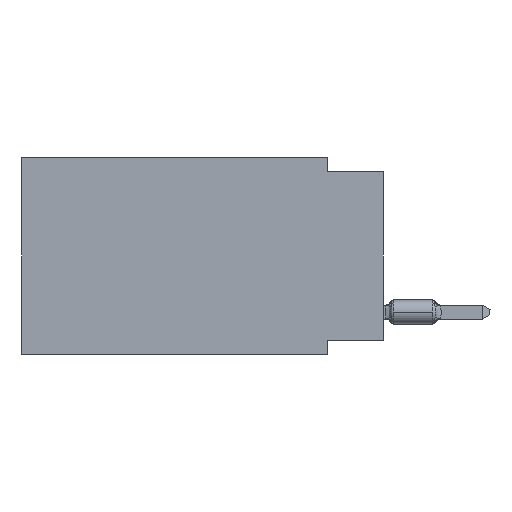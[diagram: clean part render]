
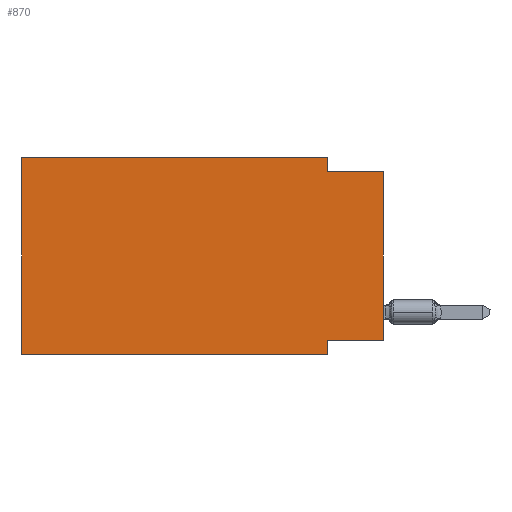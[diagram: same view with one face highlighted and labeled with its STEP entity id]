
A CAD part, left-side view. The second image highlights one B-rep face of the part: STEP entity #870.
In plain terms, the highlighted planar face has unit normal (-1, 0, 0).
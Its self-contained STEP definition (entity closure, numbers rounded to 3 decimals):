
#7 = CARTESIAN_POINT ( 'NONE',  ( 0., 16.383, -8.89 ) ) ;
#207 = ORIENTED_EDGE ( 'NONE', *, *, #16747, .F. ) ;
#407 = VERTEX_POINT ( 'NONE', #23244 ) ;
#746 = ORIENTED_EDGE ( 'NONE', *, *, #20899, .F. ) ;
#832 = EDGE_CURVE ( 'NONE', #10065, #21384, #24691, .T. ) ;
#870 = ADVANCED_FACE ( 'NONE', ( #18092 ), #22799, .F. ) ;
#1532 = DIRECTION ( 'NONE',  ( 0., 1., 0. ) ) ;
#1995 = CARTESIAN_POINT ( 'NONE',  ( 0., 2.54, 0. ) ) ;
#2351 = CARTESIAN_POINT ( 'NONE',  ( 0., 0., -8.255 ) ) ;
#2551 = EDGE_CURVE ( 'NONE', #7065, #15257, #27620, .T. ) ;
#3177 = VERTEX_POINT ( 'NONE', #27508 ) ;
#3592 = VERTEX_POINT ( 'NONE', #12493 ) ;
#4023 = ORIENTED_EDGE ( 'NONE', *, *, #25186, .F. ) ;
#4177 = EDGE_CURVE ( 'NONE', #3592, #10065, #28683, .T. ) ;
#4347 = VECTOR ( 'NONE', #5665, 1000. ) ;
#5401 = DIRECTION ( 'NONE',  ( 0., 0., -1. ) ) ;
#5665 = DIRECTION ( 'NONE',  ( 0., 0., 1. ) ) ;
#5962 = ORIENTED_EDGE ( 'NONE', *, *, #2551, .T. ) ;
#6961 = DIRECTION ( 'NONE',  ( 1., 0., 0. ) ) ;
#7065 = VERTEX_POINT ( 'NONE', #2351 ) ;
#7131 = VECTOR ( 'NONE', #14513, 1000. ) ;
#7557 = ORIENTED_EDGE ( 'NONE', *, *, #12283, .F. ) ;
#7876 = LINE ( 'NONE', #25466, #19516 ) ;
#8030 = VECTOR ( 'NONE', #26885, 1000. ) ;
#8626 = CARTESIAN_POINT ( 'NONE',  ( 0., 16.383, -8.89 ) ) ;
#9091 = VECTOR ( 'NONE', #17580, 1000. ) ;
#9923 = ORIENTED_EDGE ( 'NONE', *, *, #15208, .T. ) ;
#10065 = VERTEX_POINT ( 'NONE', #1995 ) ;
#10207 = LINE ( 'NONE', #12254, #16580 ) ;
#10884 = VERTEX_POINT ( 'NONE', #8626 ) ;
#11997 = CARTESIAN_POINT ( 'NONE',  ( 0., 0., -0.635 ) ) ;
#12000 = ORIENTED_EDGE ( 'NONE', *, *, #4177, .F. ) ;
#12254 = CARTESIAN_POINT ( 'NONE',  ( 0., 16.383, 0. ) ) ;
#12283 = EDGE_CURVE ( 'NONE', #3177, #407, #7876, .T. ) ;
#12493 = CARTESIAN_POINT ( 'NONE',  ( 0., 16.383, 0. ) ) ;
#13518 = VECTOR ( 'NONE', #1532, 1000. ) ;
#14513 = DIRECTION ( 'NONE',  ( 0., -1., 0. ) ) ;
#14783 = VECTOR ( 'NONE', #22729, 1000. ) ;
#14892 = DIRECTION ( 'NONE',  ( 0., 0., 1. ) ) ;
#15208 = EDGE_CURVE ( 'NONE', #10884, #407, #17579, .T. ) ;
#15257 = VERTEX_POINT ( 'NONE', #11997 ) ;
#15913 = DIRECTION ( 'NONE',  ( 0., 0., -1. ) ) ;
#16272 = CARTESIAN_POINT ( 'NONE',  ( 0., 0., -0.635 ) ) ;
#16580 = VECTOR ( 'NONE', #14892, 1000. ) ;
#16747 = EDGE_CURVE ( 'NONE', #10884, #3592, #10207, .T. ) ;
#17579 = LINE ( 'NONE', #7, #14783 ) ;
#17580 = DIRECTION ( 'NONE',  ( 0., -1., 0. ) ) ;
#18092 = FACE_OUTER_BOUND ( 'NONE', #19512, .T. ) ;
#18241 = CARTESIAN_POINT ( 'NONE',  ( 0., 2.54, 0. ) ) ;
#18998 = CARTESIAN_POINT ( 'NONE',  ( 0., 0., 0. ) ) ;
#19405 = CARTESIAN_POINT ( 'NONE',  ( 0., 0., -8.255 ) ) ;
#19512 = EDGE_LOOP ( 'NONE', ( #5962, #746, #22933, #12000, #207, #9923, #7557, #4023 ) ) ;
#19516 = VECTOR ( 'NONE', #5401, 1000. ) ;
#19548 = LINE ( 'NONE', #19405, #13518 ) ;
#19926 = CARTESIAN_POINT ( 'NONE',  ( 0., 16.383, 0. ) ) ;
#20899 = EDGE_CURVE ( 'NONE', #21384, #15257, #21263, .T. ) ;
#21263 = LINE ( 'NONE', #16272, #7131 ) ;
#21384 = VERTEX_POINT ( 'NONE', #22857 ) ;
#22729 = DIRECTION ( 'NONE',  ( 0., -1., 0. ) ) ;
#22799 = PLANE ( 'NONE',  #26721 ) ;
#22857 = CARTESIAN_POINT ( 'NONE',  ( 0., 2.54, -0.635 ) ) ;
#22933 = ORIENTED_EDGE ( 'NONE', *, *, #832, .F. ) ;
#23244 = CARTESIAN_POINT ( 'NONE',  ( 0., 2.54, -8.89 ) ) ;
#24691 = LINE ( 'NONE', #18241, #8030 ) ;
#25186 = EDGE_CURVE ( 'NONE', #7065, #3177, #19548, .T. ) ;
#25466 = CARTESIAN_POINT ( 'NONE',  ( 0., 2.54, -8.89 ) ) ;
#26721 = AXIS2_PLACEMENT_3D ( 'NONE', #27022, #6961, #15913 ) ;
#26885 = DIRECTION ( 'NONE',  ( 0., 0., -1. ) ) ;
#27022 = CARTESIAN_POINT ( 'NONE',  ( 0., 16.383, 0. ) ) ;
#27508 = CARTESIAN_POINT ( 'NONE',  ( 0., 2.54, -8.255 ) ) ;
#27620 = LINE ( 'NONE', #18998, #4347 ) ;
#28683 = LINE ( 'NONE', #19926, #9091 ) ;
